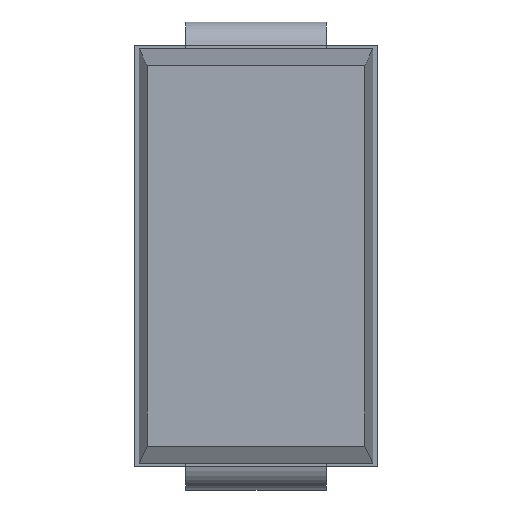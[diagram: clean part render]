
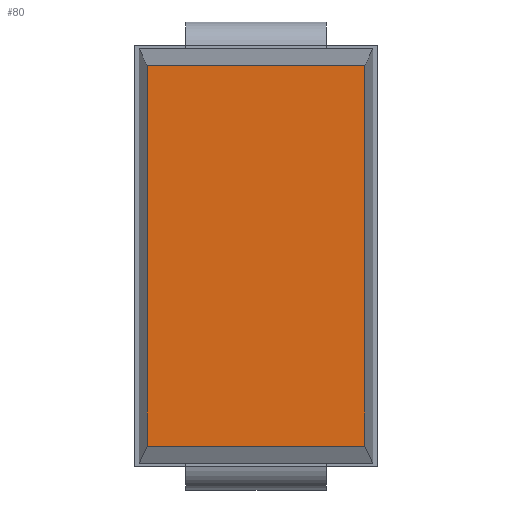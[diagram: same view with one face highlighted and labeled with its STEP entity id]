
A CAD part, top view. The second image highlights one B-rep face of the part: STEP entity #80.
In plain terms, the highlighted planar face has unit normal (0, 0, 1).
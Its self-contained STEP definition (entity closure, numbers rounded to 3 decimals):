
#80=ADVANCED_FACE('NONE',(#199),#200,.F.);
#199=FACE_OUTER_BOUND('',#362,.T.);
#200=PLANE('',#363);
#362=EDGE_LOOP('',(#507,#508,#509,#510));
#363=AXIS2_PLACEMENT_3D('',#511,#512,#513);
#507=ORIENTED_EDGE('',*,*,#911,.T.);
#508=ORIENTED_EDGE('',*,*,#912,.T.);
#509=ORIENTED_EDGE('',*,*,#913,.T.);
#510=ORIENTED_EDGE('',*,*,#914,.T.);
#511=CARTESIAN_POINT('',(-1.146,-2.25,2.));
#512=DIRECTION('',(0.0,0.0,-1.0));
#513=DIRECTION('',(0.0,-1.0,0.0));
#911=EDGE_CURVE('NONE',#1069,#1070,#1071,.T.);
#912=EDGE_CURVE('NONE',#1070,#1072,#1073,.T.);
#913=EDGE_CURVE('NONE',#1072,#1074,#1075,.T.);
#914=EDGE_CURVE('NONE',#1074,#1069,#1076,.T.);
#1069=VERTEX_POINT('NONE',#1299);
#1070=VERTEX_POINT('NONE',#1300);
#1071=LINE('',#1301,#1302);
#1072=VERTEX_POINT('NONE',#1303);
#1073=LINE('',#1304,#1305);
#1074=VERTEX_POINT('NONE',#1306);
#1075=LINE('',#1307,#1308);
#1076=LINE('',#1309,#1310);
#1299=CARTESIAN_POINT('',(-1.146,2.033,2.));
#1300=CARTESIAN_POINT('',(-1.146,-2.033,2.));
#1301=CARTESIAN_POINT('',(-1.146,-2.25,2.));
#1302=VECTOR('',#1620,1000.0);
#1303=CARTESIAN_POINT('',(1.174,-2.033,2.));
#1304=CARTESIAN_POINT('',(-1.286,-2.033,2.));
#1305=VECTOR('',#1621,1000.0);
#1306=CARTESIAN_POINT('',(1.174,2.033,2.));
#1307=CARTESIAN_POINT('',(1.174,-2.25,2.));
#1308=VECTOR('',#1622,1000.0);
#1309=CARTESIAN_POINT('',(-1.286,2.033,2.));
#1310=VECTOR('',#1623,1000.0);
#1620=DIRECTION('',(-0.0,-1.0,-0.0));
#1621=DIRECTION('',(1.0,-0.0,0.0));
#1622=DIRECTION('',(0.0,1.0,-0.0));
#1623=DIRECTION('',(-1.0,-0.0,-0.0));
